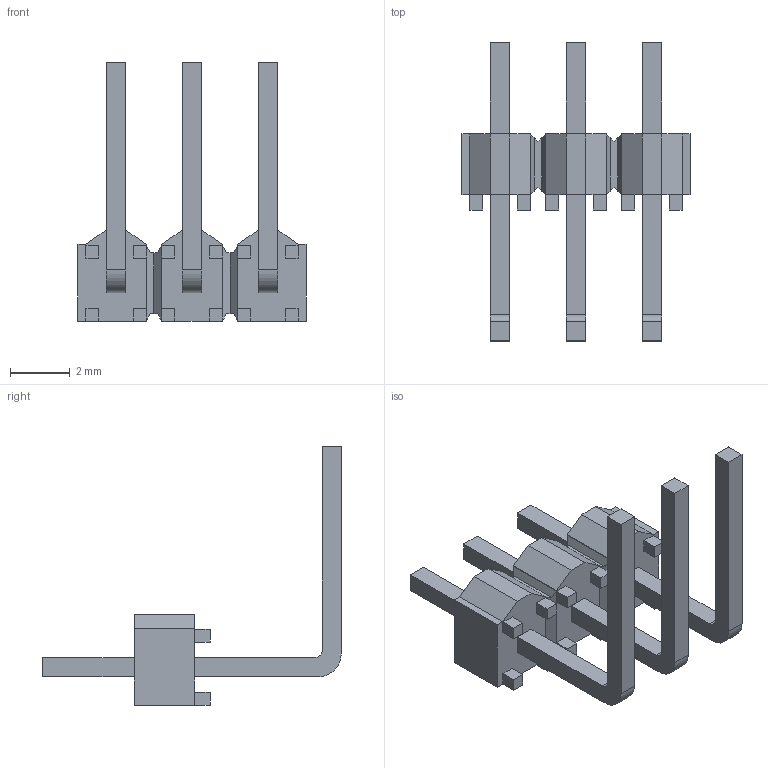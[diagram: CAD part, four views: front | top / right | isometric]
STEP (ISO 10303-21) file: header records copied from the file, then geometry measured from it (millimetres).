
FILE_DESCRIPTION( ( 'STEP AP203' ), '1' );
FILE_NAME( 'HMTSW-103-22-T-S-120-RE.stp', '2019-07-04T20:19:54', ( '' ), ( '' ), ' ', 'PARTsolutions', ' ' );
FILE_SCHEMA( ( 'CONFIG_CONTROL_DESIGN' ) );
Length unit declared in the file: inch
Products named in the file (3): HMTSW-103-22-T-S-120-RE; _HMTSW-103-22-T-S-120-RE_body; _HMTSW-103-22-S-120-RE
Assembly tree (2 placements, depth 2):
  HMTSW-103-22-T-S-120-RE
    _HMTSW-103-22-T-S-120-RE_body
    _HMTSW-103-22-S-120-RE
Bounding box: 7.62 x 9.97 x 8.64 mm (x, y, z)
Volume: 61.9 mm3; surface area: 252.6 mm2
Topology: 2 solids, 2 shells, 160 faces, 412 edges, 264 vertices
Faces by surface type: plane 154, cylinder 6
Entity records: 4852 total; most frequent: CARTESIAN_POINT 839, ORIENTED_EDGE 824, DIRECTION 750, EDGE_CURVE 412, LINE 400, VECTOR 400, VERTEX_POINT 264, AXIS2_PLACEMENT_3D 175
